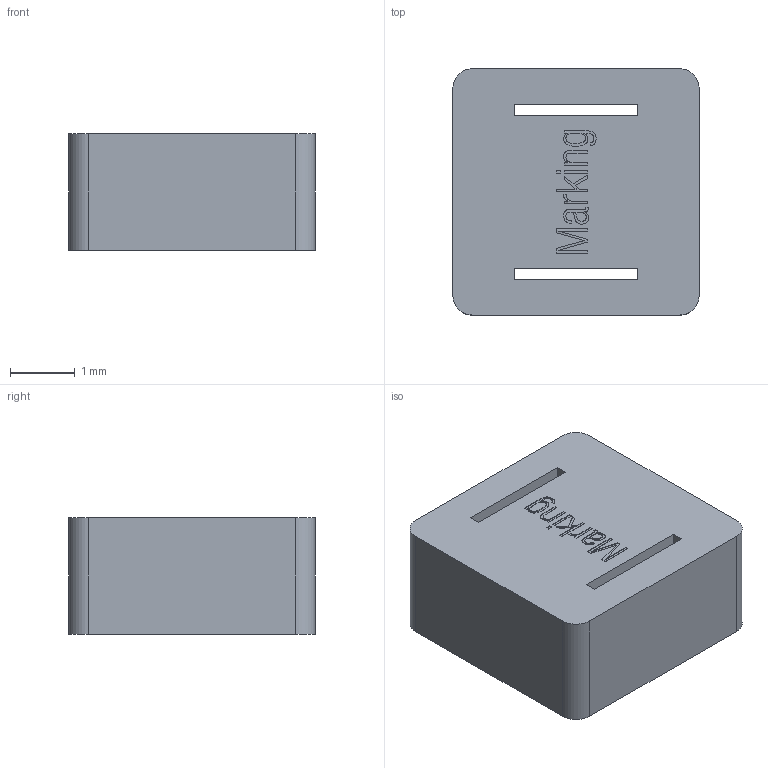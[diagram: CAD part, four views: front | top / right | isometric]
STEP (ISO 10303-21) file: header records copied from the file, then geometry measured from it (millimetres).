
FILE_DESCRIPTION(/* description */ ('Unknown'),/* implementation_level */ '2;1');
FILE_NAME(/* name */ 'L_Wurth_WE-LQFS-3818',/* time_stamp */ '2023-02-02T09:48:24+08:00',/* author */ ('Unknown'),/* organization */ ('Unknown'),/* preprocessor_version */ 'ST-DEVELOPER v16.7',/* originating_system */ 'Solid Edge',/* authorisation */ 'Unknown');
FILE_SCHEMA (('AUTOMOTIVE_DESIGN {1 0 10303 214 3 1 1}'));
Length unit declared in the file: millimetre
Products named in the file (1): L_Wurth_WE-LQFS-3818
Bounding box: 3.8 x 3.8 x 1.8 mm (x, y, z)
Volume: 21.5 mm3; surface area: 102.5 mm2
Topology: 1 solids, 1 shells, 158 faces, 445 edges, 290 vertices
Faces by surface type: plane 116, cylinder 21, bspline 12, torus 9
Full cylindrical faces by diameter (mm): 0.15 x9, 1.3 x1
Entity records: 6808 total; most frequent: CARTESIAN_POINT 1768, ORIENTED_EDGE 832, DIRECTION 726, EDGE_CURVE 416, LINE 340, VECTOR 340, VERTEX_POINT 280, AXIS2_PLACEMENT_3D 193
